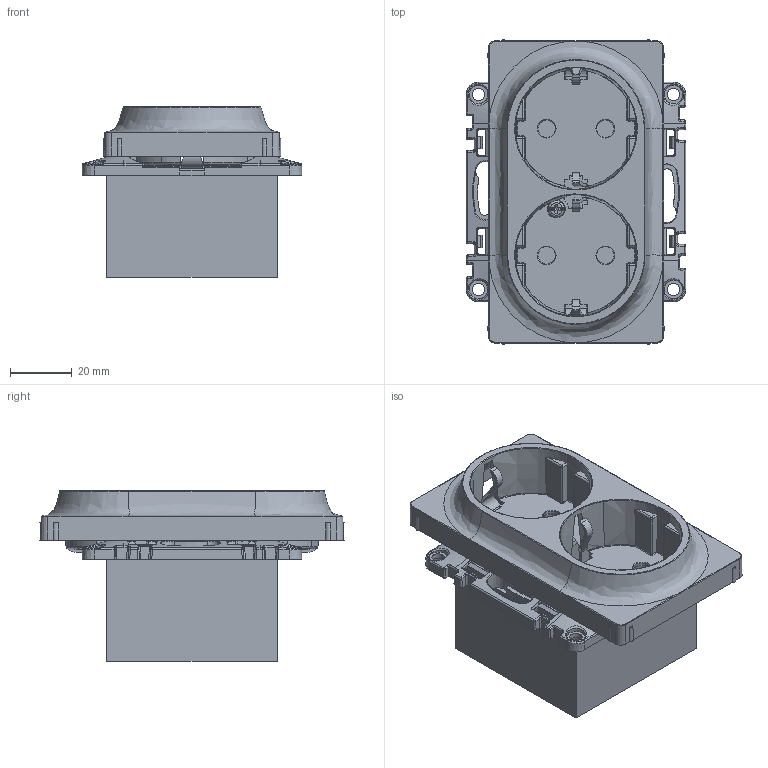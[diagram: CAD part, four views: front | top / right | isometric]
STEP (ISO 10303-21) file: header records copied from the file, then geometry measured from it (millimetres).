
FILE_DESCRIPTION(('CATIA V5 STEP Exchange','CAx-IF Rec.Pracs.--- Model Styling and Organization---1.4--- 2014-01-23'),'2;1');
FILE_NAME('753127_AllCATPart.stp','2020-02-13T10:47:00+00:00',('none'),('none'),'CATIA Version 5-6 Release 2017 SP3','CATIA V5 STEP AP214','none');
FILE_SCHEMA(('AUTOMOTIVE_DESIGN { 1 0 10303 214 1 1 1 1 }'));
Products named in the file (1): 753127_AllCATPart
Bounding box: 71 x 98.4 x 55.25 mm (x, y, z)
Volume: 125373.7 mm3; surface area: 53880.3 mm2
Topology: 1 solids, 5 shells, 6502 faces, 18439 edges, 11975 vertices
Faces by surface type: plane 4796, cylinder 562, bspline 508, cone 365, torus 148, extrusion 79, sphere 44
Entity records: 240757 total; most frequent: CARTESIAN_POINT 79818, ORIENTED_EDGE 36770, DIRECTION 24207, EDGE_CURVE 18385, VECTOR 12281, LINE 12202, VERTEX_POINT 11975, EDGE_LOOP 6680
